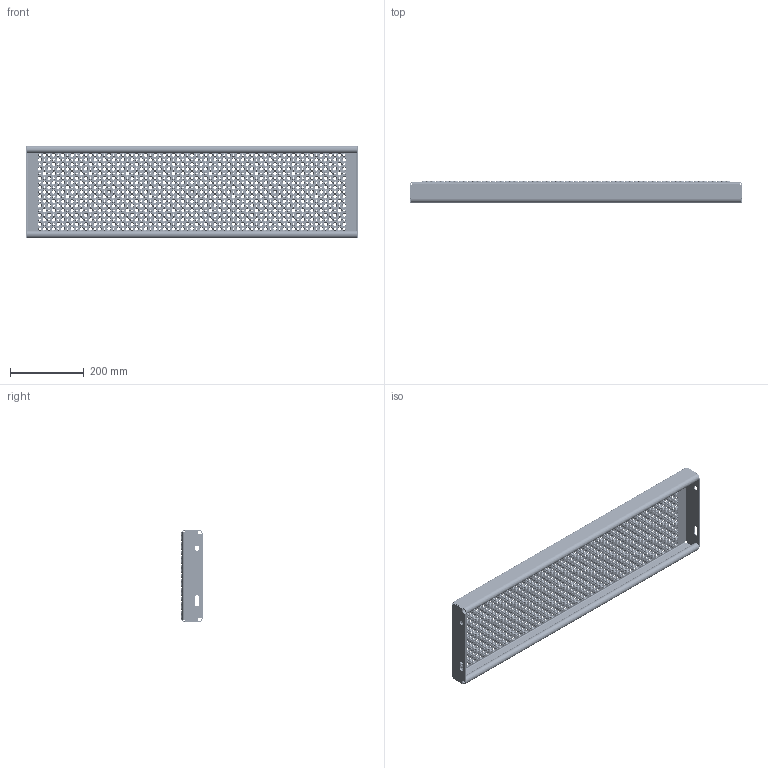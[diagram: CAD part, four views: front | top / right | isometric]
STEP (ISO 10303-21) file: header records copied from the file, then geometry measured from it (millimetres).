
FILE_DESCRIPTION (( 'STEP AP203' ), '1' );
FILE_NAME ('OPTIMO-Tread-Achil-O2-900x250x57x2,5-alu-F100976100.STEP', '2025-01-08T12:42:55', ( '' ), ( '' ), 'SwSTEP 2.0', 'SolidWorks 2025', '' );
FILE_SCHEMA (( 'CONFIG_CONTROL_DESIGN' ));
Products named in the file (1): OPTIMO-Tread-Achil-O2-900x250x57x2,5-alu-F100976100
Bounding box: 900 x 57 x 250 mm (x, y, z)
Volume: 992306.2 mm3; surface area: 872472.2 mm2
Topology: 1 solids, 1 shells, 8993 faces, 20568 edges, 12850 vertices
Faces by surface type: cone 5092, cylinder 2582, plane 1311, bspline 8
Entity records: 262621 total; most frequent: DIRECTION 51294, CARTESIAN_POINT 42976, ORIENTED_EDGE 41136, AXIS2_PLACEMENT_3D 21772, EDGE_CURVE 20568, VERTEX_POINT 12850, EDGE_LOOP 12820, CIRCLE 12786
